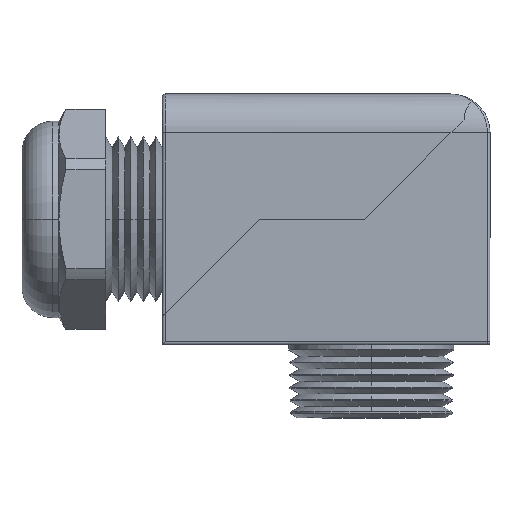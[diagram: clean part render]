
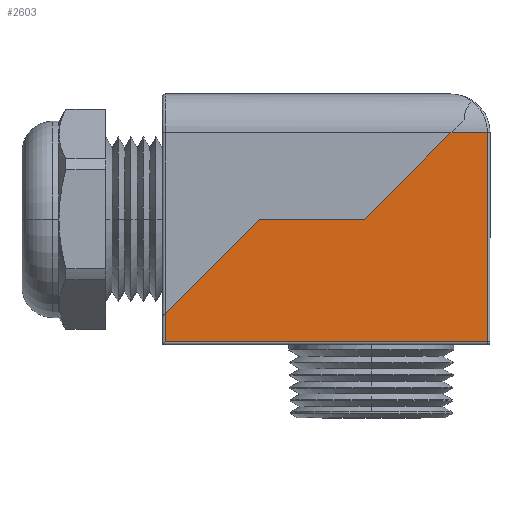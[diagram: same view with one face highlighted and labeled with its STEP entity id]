
A CAD part, top view. The second image highlights one B-rep face of the part: STEP entity #2603.
In plain terms, the highlighted planar face has unit normal (0, 0, 1).
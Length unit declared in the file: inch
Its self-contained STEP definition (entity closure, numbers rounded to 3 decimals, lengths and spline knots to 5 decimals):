
#472 = CARTESIAN_POINT ( 'NONE',  ( 1.55534, -0.58734, 0.47 ) ) ;
#571 = DIRECTION ( 'NONE',  ( 1., 0., 0. ) ) ;
#572 = VECTOR ( 'NONE', #571, 39.37008 ) ;
#573 = CARTESIAN_POINT ( 'NONE',  ( 1.23261, 0., 0.47 ) ) ;
#574 = LINE ( 'NONE', #573, #572 ) ;
#624 = CARTESIAN_POINT ( 'NONE',  ( 1.23261, 0.23706, 0.47 ) ) ;
#625 = AXIS2_PLACEMENT_3D ( 'NONE', #624, #633, #632 ) ;
#626 = PLANE ( 'NONE',  #625 ) ;
#632 = DIRECTION ( 'NONE',  ( -1., 0., 0. ) ) ;
#633 = DIRECTION ( 'NONE',  ( 0., 0., -1. ) ) ;
#711 = DIRECTION ( 'NONE',  ( 1., 0., 0. ) ) ;
#712 = VECTOR ( 'NONE', #711, 39.37008 ) ;
#713 = CARTESIAN_POINT ( 'NONE',  ( 1.568, -0.58734, 0.47 ) ) ;
#714 = LINE ( 'NONE', #713, #712 ) ;
#732 = FACE_OUTER_BOUND ( 'NONE', #2604, .T. ) ;
#736 = CARTESIAN_POINT ( 'NONE',  ( 1.55534, 0.41333, 0.47 ) ) ;
#737 = DIRECTION ( 'NONE',  ( 0., -1., 0. ) ) ;
#738 = VECTOR ( 'NONE', #737, 39.37008 ) ;
#739 = CARTESIAN_POINT ( 'NONE',  ( 0.01266, 0.23706, 0.47 ) ) ;
#740 = LINE ( 'NONE', #739, #738 ) ;
#741 = CARTESIAN_POINT ( 'NONE',  ( 0.01266, -0.58734, 0.47 ) ) ;
#828 = CARTESIAN_POINT ( 'NONE',  ( 0.464, 0., 0.47 ) ) ;
#870 = CARTESIAN_POINT ( 'NONE',  ( 1.21884, 0.25084, 0.47 ) ) ;
#871 = LINE ( 'NONE', #870, #874 ) ;
#872 = CARTESIAN_POINT ( 'NONE',  ( 1.38133, 0.41333, 0.47 ) ) ;
#873 = DIRECTION ( 'NONE',  ( 0.707, 0.707, 0. ) ) ;
#874 = VECTOR ( 'NONE', #873, 39.37008 ) ;
#896 = CARTESIAN_POINT ( 'NONE',  ( 0.968, 0., 0.47 ) ) ;
#950 = CARTESIAN_POINT ( 'NONE',  ( 0.01266, -0.45134, 0.47 ) ) ;
#952 = CARTESIAN_POINT ( 'NONE',  ( 0.96684, 0.50284, 0.47 ) ) ;
#953 = LINE ( 'NONE', #952, #983 ) ;
#982 = DIRECTION ( 'NONE',  ( 0.707, 0.707, 0. ) ) ;
#983 = VECTOR ( 'NONE', #982, 39.37008 ) ;
#1033 = DIRECTION ( 'NONE',  ( -1., 0., 0. ) ) ;
#1034 = VECTOR ( 'NONE', #1033, 39.37008 ) ;
#1035 = CARTESIAN_POINT ( 'NONE',  ( 1.23261, 0.41333, 0.47 ) ) ;
#1036 = LINE ( 'NONE', #1035, #1034 ) ;
#1037 = DIRECTION ( 'NONE',  ( 0., 1., 0. ) ) ;
#1038 = VECTOR ( 'NONE', #1037, 39.37008 ) ;
#1039 = CARTESIAN_POINT ( 'NONE',  ( 1.55534, 0.41333, 0.47 ) ) ;
#1040 = LINE ( 'NONE', #1039, #1038 ) ;
#2527 = EDGE_CURVE ( 'NONE', #2672, #2649, #574, .T. ) ;
#2548 = VERTEX_POINT ( 'NONE', #472 ) ;
#2603 = ADVANCED_FACE ( 'NONE', ( #732 ), #626, .F. ) ;
#2604 = EDGE_LOOP ( 'NONE', ( #2618, #2619, #2620, #2621, #2623, #2828, #2830 ) ) ;
#2617 = VERTEX_POINT ( 'NONE', #741 ) ;
#2618 = ORIENTED_EDGE ( 'NONE', *, *, #2651, .F. ) ;
#2619 = ORIENTED_EDGE ( 'NONE', *, *, #2527, .F. ) ;
#2620 = ORIENTED_EDGE ( 'NONE', *, *, #2727, .F. ) ;
#2621 = ORIENTED_EDGE ( 'NONE', *, *, #2622, .T. ) ;
#2622 = EDGE_CURVE ( 'NONE', #2725, #2617, #740, .T. ) ;
#2623 = ORIENTED_EDGE ( 'NONE', *, *, #2625, .T. ) ;
#2624 = VERTEX_POINT ( 'NONE', #736 ) ;
#2625 = EDGE_CURVE ( 'NONE', #2617, #2548, #714, .T. ) ;
#2649 = VERTEX_POINT ( 'NONE', #896 ) ;
#2651 = EDGE_CURVE ( 'NONE', #2649, #2652, #871, .T. ) ;
#2652 = VERTEX_POINT ( 'NONE', #872 ) ;
#2672 = VERTEX_POINT ( 'NONE', #828 ) ;
#2725 = VERTEX_POINT ( 'NONE', #950 ) ;
#2727 = EDGE_CURVE ( 'NONE', #2725, #2672, #953, .T. ) ;
#2828 = ORIENTED_EDGE ( 'NONE', *, *, #2829, .T. ) ;
#2829 = EDGE_CURVE ( 'NONE', #2548, #2624, #1040, .T. ) ;
#2830 = ORIENTED_EDGE ( 'NONE', *, *, #2831, .T. ) ;
#2831 = EDGE_CURVE ( 'NONE', #2624, #2652, #1036, .T. ) ;
